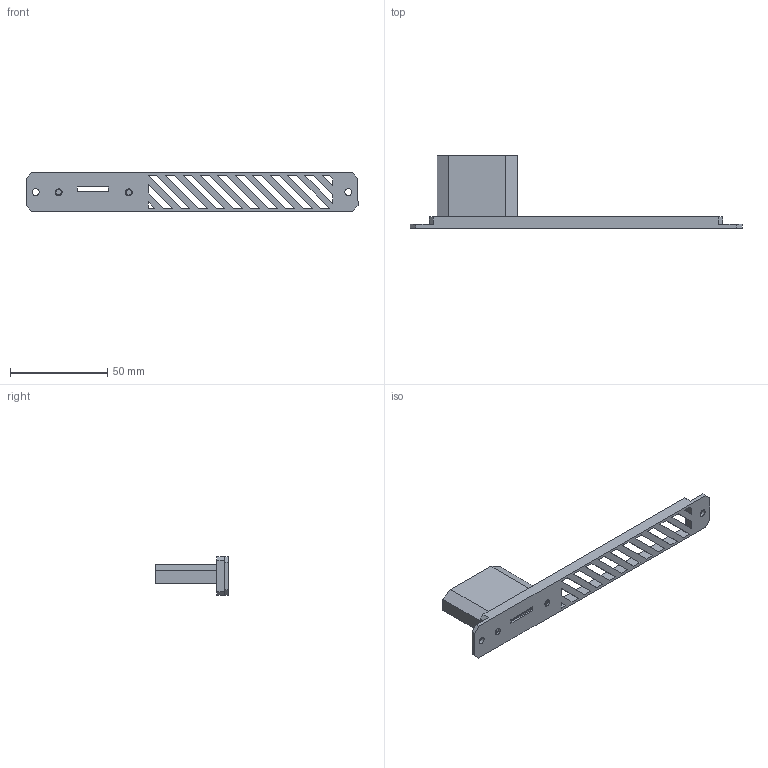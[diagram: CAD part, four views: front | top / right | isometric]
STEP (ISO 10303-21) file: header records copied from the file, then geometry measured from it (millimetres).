
FILE_DESCRIPTION(/* description */ (''),/* implementation_level */ '2;1');
FILE_NAME(/* name */ 'MicroSD Extension Mount.step',/* time_stamp */ '2022-05-11T10:48:12-05:00',/* author */ (''),/* organization */ (''),/* preprocessor_version */ 'ST-DEVELOPER v18.1',/* originating_system */ 'Autodesk Translation Framework v10.14.0.1471',/* authorisation */ '');
FILE_SCHEMA (('AUTOMOTIVE_DESIGN { 1 0 10303 214 3 1 1 }'));
Length unit declared in the file: millimetre
Products named in the file (5): Front Panel - Micro SD Extension; MicroSD Extension Mount; MicroSD Extension - Inner Sleeve; MicroSD Extension - Outer Shell; Front Panel
Assembly tree (4 placements, depth 3):
  Front Panel - Micro SD Extension
    MicroSD Extension Mount
      MicroSD Extension - Inner Sleeve
      MicroSD Extension - Outer Shell
    Front Panel
Bounding box: 170.99 x 37.5 x 20 mm (x, y, z)
Volume: 18274.6 mm3; surface area: 20223.5 mm2
Topology: 3 solids, 3 shells, 137 faces, 417 edges, 278 vertices
Faces by surface type: plane 119, cylinder 18
Full cylindrical faces by diameter (mm): 2.8 x2, 3.6 x4
Entity records: 4824 total; most frequent: CARTESIAN_POINT 841, ORIENTED_EDGE 834, DIRECTION 745, EDGE_CURVE 417, LINE 381, VECTOR 381, VERTEX_POINT 278, AXIS2_PLACEMENT_3D 182
